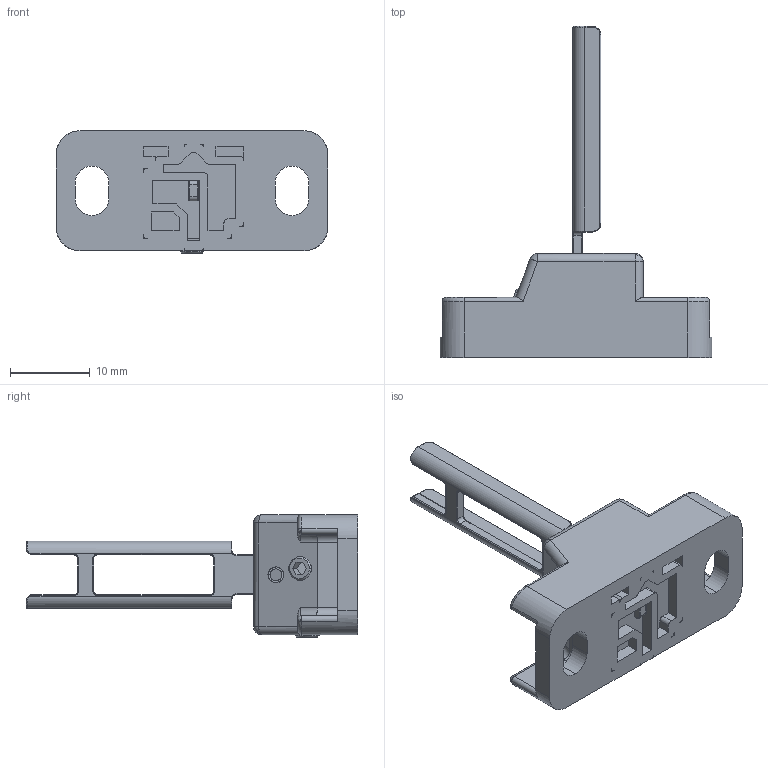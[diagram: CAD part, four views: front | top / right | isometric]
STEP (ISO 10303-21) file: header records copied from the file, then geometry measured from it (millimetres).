
FILE_DESCRIPTION(('STEP AP242'),'1');
FILE_NAME('operating_key_xcsz85.stp','2020-07-07T13:06:35',('TraceParts'),('TraceParts S.A.'),'Spatial InterOp 3D',' ',' ');
FILE_SCHEMA(('AP242_MANAGED_MODEL_BASED_3D_ENGINEERING_MIM_LF {1 0 10303 442 1 1 4}'));
Length unit declared in the file: millimetre
Products named in the file (1): operating_key_xcsz85
Bounding box: 34 x 41.4 x 15.3 mm (x, y, z)
Volume: 4110.6 mm3; surface area: 2914.7 mm2
Topology: 1 solids, 1 shells, 357 faces, 889 edges, 545 vertices
Faces by surface type: plane 141, cylinder 126, torus 40, sphere 26, bspline 16, cone 8
Entity records: 12087 total; most frequent: CARTESIAN_POINT 3850, ORIENTED_EDGE 1758, DIRECTION 1654, EDGE_CURVE 879, AXIS2_PLACEMENT_3D 603, VERTEX_POINT 545, LINE 448, VECTOR 448
